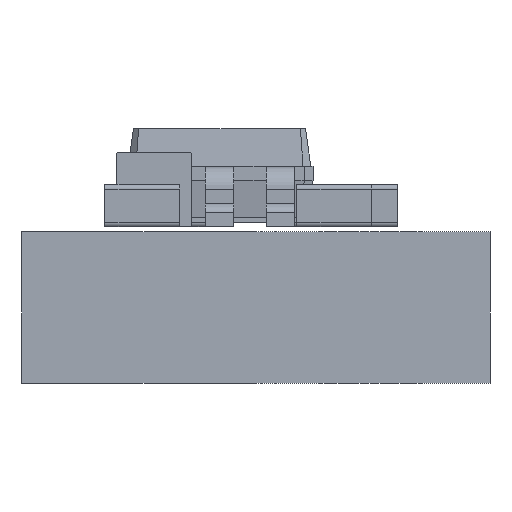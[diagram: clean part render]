
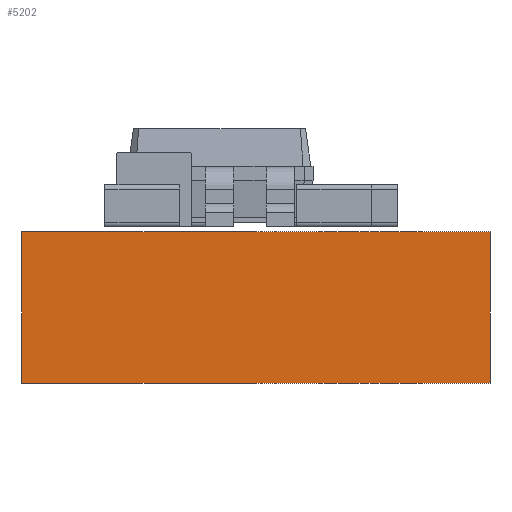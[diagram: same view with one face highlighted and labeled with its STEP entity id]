
A CAD part, front view. The second image highlights one B-rep face of the part: STEP entity #5202.
In plain terms, the highlighted planar face has unit normal (0, -1, 0).
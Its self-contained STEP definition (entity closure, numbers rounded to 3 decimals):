
#5202 = ADVANCED_FACE('',(#5203),#5237,.T.);
#5203 = FACE_BOUND('',#5204,.T.);
#5204 = EDGE_LOOP('',(#5205,#5215,#5223,#5231));
#5205 = ORIENTED_EDGE('',*,*,#5206,.T.);
#5206 = EDGE_CURVE('',#5207,#5209,#5211,.T.);
#5207 = VERTEX_POINT('',#5208);
#5208 = CARTESIAN_POINT('',(250.19,-98.3,0.));
#5209 = VERTEX_POINT('',#5210);
#5210 = CARTESIAN_POINT('',(250.19,-98.3,1.62));
#5211 = LINE('',#5212,#5213);
#5212 = CARTESIAN_POINT('',(250.19,-98.3,0.));
#5213 = VECTOR('',#5214,1.);
#5214 = DIRECTION('',(0.,0.,1.));
#5215 = ORIENTED_EDGE('',*,*,#5216,.T.);
#5216 = EDGE_CURVE('',#5209,#5217,#5219,.T.);
#5217 = VERTEX_POINT('',#5218);
#5218 = CARTESIAN_POINT('',(245.19,-98.3,1.62));
#5219 = LINE('',#5220,#5221);
#5220 = CARTESIAN_POINT('',(250.19,-98.3,1.62));
#5221 = VECTOR('',#5222,1.);
#5222 = DIRECTION('',(-1.,0.,0.));
#5223 = ORIENTED_EDGE('',*,*,#5224,.F.);
#5224 = EDGE_CURVE('',#5225,#5217,#5227,.T.);
#5225 = VERTEX_POINT('',#5226);
#5226 = CARTESIAN_POINT('',(245.19,-98.3,0.));
#5227 = LINE('',#5228,#5229);
#5228 = CARTESIAN_POINT('',(245.19,-98.3,0.));
#5229 = VECTOR('',#5230,1.);
#5230 = DIRECTION('',(0.,0.,1.));
#5231 = ORIENTED_EDGE('',*,*,#5232,.F.);
#5232 = EDGE_CURVE('',#5207,#5225,#5233,.T.);
#5233 = LINE('',#5234,#5235);
#5234 = CARTESIAN_POINT('',(250.19,-98.3,0.));
#5235 = VECTOR('',#5236,1.);
#5236 = DIRECTION('',(-1.,0.,0.));
#5237 = PLANE('',#5238);
#5238 = AXIS2_PLACEMENT_3D('',#5239,#5240,#5241);
#5239 = CARTESIAN_POINT('',(250.19,-98.3,0.));
#5240 = DIRECTION('',(0.,-1.,0.));
#5241 = DIRECTION('',(-1.,0.,0.));
